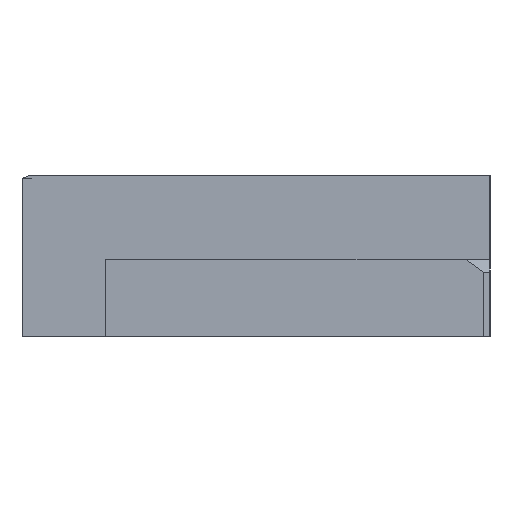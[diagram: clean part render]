
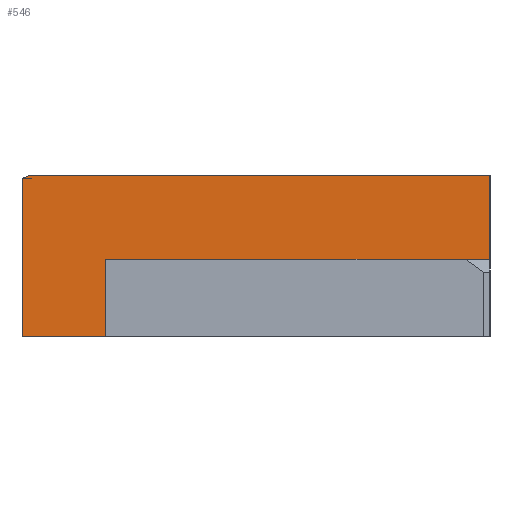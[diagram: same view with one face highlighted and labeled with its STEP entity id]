
A CAD part, left-side view. The second image highlights one B-rep face of the part: STEP entity #546.
In plain terms, the highlighted planar face has unit normal (-1, 0, 0).
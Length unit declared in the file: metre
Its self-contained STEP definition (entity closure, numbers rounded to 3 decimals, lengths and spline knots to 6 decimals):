
#29=B_SPLINE_CURVE_WITH_KNOTS('',3,(#820,#821,#822,#823),.UNSPECIFIED.,
 .F.,.F.,(4,4),(0.000001,0.000256),.UNSPECIFIED.);
#57=ORIENTED_EDGE('',*,*,#197,.T.);
#58=ORIENTED_EDGE('',*,*,#211,.F.);
#59=ORIENTED_EDGE('',*,*,#212,.T.);
#60=ORIENTED_EDGE('',*,*,#213,.F.);
#61=ORIENTED_EDGE('',*,*,#214,.T.);
#62=ORIENTED_EDGE('',*,*,#215,.F.);
#63=ORIENTED_EDGE('',*,*,#216,.T.);
#197=EDGE_CURVE('',#277,#276,#328,.F.);
#211=EDGE_CURVE('',#286,#276,#342,.F.);
#212=EDGE_CURVE('',#286,#287,#29,.T.);
#213=EDGE_CURVE('',#288,#287,#343,.F.);
#214=EDGE_CURVE('',#288,#289,#344,.F.);
#215=EDGE_CURVE('',#290,#289,#345,.T.);
#216=EDGE_CURVE('',#290,#277,#346,.T.);
#276=VERTEX_POINT('',#790);
#277=VERTEX_POINT('',#792);
#286=VERTEX_POINT('',#819);
#287=VERTEX_POINT('',#824);
#288=VERTEX_POINT('',#826);
#289=VERTEX_POINT('',#828);
#290=VERTEX_POINT('',#830);
#328=LINE('',#791,#394);
#342=LINE('',#818,#408);
#343=LINE('',#825,#409);
#344=LINE('',#827,#410);
#345=LINE('',#829,#411);
#346=LINE('',#831,#412);
#394=VECTOR('',#637,1.);
#408=VECTOR('',#659,1.);
#409=VECTOR('',#660,1.);
#410=VECTOR('',#661,1.);
#411=VECTOR('',#662,1.);
#412=VECTOR('',#663,1.);
#457=EDGE_LOOP('',(#57,#58,#59,#60,#61,#62,#63));
#490=FACE_BOUND('',#457,.T.);
#523=PLANE('',#588);
#546=ADVANCED_FACE('',(#490),#523,.F.);
#588=AXIS2_PLACEMENT_3D('',#817,#657,#658);
#637=DIRECTION('',(0.,0.,-1.));
#657=DIRECTION('',(1.,0.,0.));
#658=DIRECTION('',(0.,0.,-1.));
#659=DIRECTION('',(0.,1.,0.));
#660=DIRECTION('',(0.,0.,-1.));
#661=DIRECTION('',(0.,1.,0.));
#662=DIRECTION('',(0.,0.,-1.));
#663=DIRECTION('',(0.,-1.,0.));
#790=CARTESIAN_POINT('',(0.0096,-0.0825,0.005));
#791=CARTESIAN_POINT('',(0.0096,-0.0825,0.00375));
#792=CARTESIAN_POINT('',(0.0096,-0.0825,0.0024));
#817=CARTESIAN_POINT('',(0.0096,-0.0705,0.00375));
#818=CARTESIAN_POINT('',(0.0096,-0.0705,0.005));
#819=CARTESIAN_POINT('',(0.0096,-0.068254,0.005));
#820=CARTESIAN_POINT('',(0.0096,-0.068254,0.005));
#821=CARTESIAN_POINT('',(0.0096,-0.068176,0.004966));
#822=CARTESIAN_POINT('',(0.0096,-0.068097,0.004933));
#823=CARTESIAN_POINT('',(0.0096,-0.068019,0.0049));
#824=CARTESIAN_POINT('',(0.0096,-0.068019,0.0049));
#825=CARTESIAN_POINT('',(0.0096,-0.068019,0.025));
#826=CARTESIAN_POINT('',(0.0096,-0.068019,0.));
#827=CARTESIAN_POINT('',(0.0096,-0.0705,0.));
#828=CARTESIAN_POINT('',(0.0096,-0.0706,0.));
#829=CARTESIAN_POINT('',(0.0096,-0.0706,0.00375));
#830=CARTESIAN_POINT('',(0.0096,-0.0706,0.0024));
#831=CARTESIAN_POINT('',(0.0096,-0.0705,0.0024));
